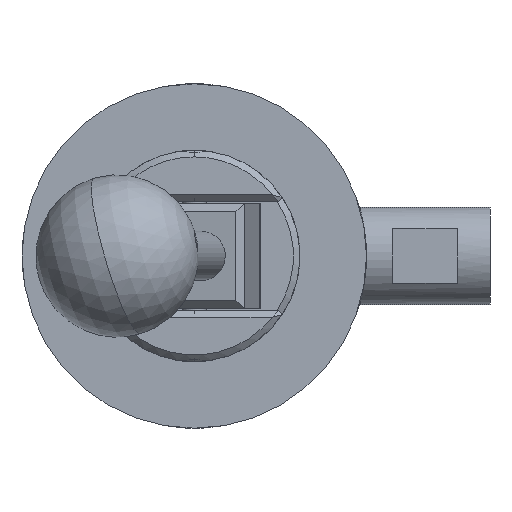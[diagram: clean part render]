
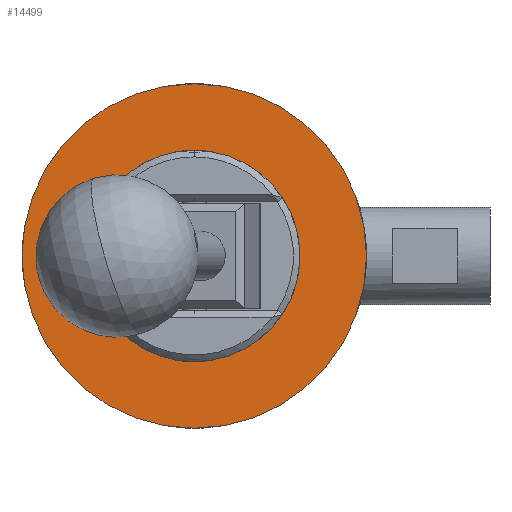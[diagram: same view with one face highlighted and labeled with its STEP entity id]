
A CAD part, front view. The second image highlights one B-rep face of the part: STEP entity #14499.
In plain terms, the highlighted planar face has unit normal (0, -1, 0).
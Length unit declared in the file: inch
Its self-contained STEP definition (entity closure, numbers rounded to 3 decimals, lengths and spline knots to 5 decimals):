
#1516 = FACE_OUTER_BOUND ( 'NONE', #8374, .T. ) ;
#1868 = PLANE ( 'NONE',  #34207 ) ;
#2114 = CARTESIAN_POINT ( 'NONE',  ( 0., -1.1875, 0. ) ) ;
#2281 = CIRCLE ( 'NONE', #25492, 0.46 ) ;
#3002 = DIRECTION ( 'NONE',  ( 0., 0., -1. ) ) ;
#3959 = DIRECTION ( 'NONE',  ( 0., 0., -1. ) ) ;
#5228 = EDGE_CURVE ( 'NONE', #33815, #17426, #2281, .T. ) ;
#6989 = AXIS2_PLACEMENT_3D ( 'NONE', #2114, #13138, #17909 ) ;
#8374 = EDGE_LOOP ( 'NONE', ( #17133, #20251 ) ) ;
#9675 = EDGE_LOOP ( 'NONE', ( #31168, #27505 ) ) ;
#12134 = CARTESIAN_POINT ( 'NONE',  ( 0., -1.1875, 1.325 ) ) ;
#12908 = DIRECTION ( 'NONE',  ( 0., 0., -1. ) ) ;
#13138 = DIRECTION ( 'NONE',  ( 0., 1., 0. ) ) ;
#14499 = ADVANCED_FACE ( 'NONE', ( #18564, #1516 ), #1868, .F. ) ;
#16804 = CARTESIAN_POINT ( 'NONE',  ( 0., -1.1875, 0. ) ) ;
#17133 = ORIENTED_EDGE ( 'NONE', *, *, #29767, .F. ) ;
#17426 = VERTEX_POINT ( 'NONE', #31337 ) ;
#17909 = DIRECTION ( 'NONE',  ( 0., 0., -1. ) ) ;
#18524 = DIRECTION ( 'NONE',  ( 0., 0., -1. ) ) ;
#18564 = FACE_BOUND ( 'NONE', #9675, .T. ) ;
#18630 = CIRCLE ( 'NONE', #6989, 1.325 ) ;
#18977 = CARTESIAN_POINT ( 'NONE',  ( 0., -1.1875, -1.325 ) ) ;
#19053 = DIRECTION ( 'NONE',  ( 0., 1., 0. ) ) ;
#19444 = EDGE_CURVE ( 'NONE', #35358, #33070, #22814, .T. ) ;
#20251 = ORIENTED_EDGE ( 'NONE', *, *, #19444, .F. ) ;
#20751 = CARTESIAN_POINT ( 'NONE',  ( -1.325, -1.1875, 0. ) ) ;
#22814 = CIRCLE ( 'NONE', #27464, 1.325 ) ;
#23455 = AXIS2_PLACEMENT_3D ( 'NONE', #32532, #19053, #18524 ) ;
#25064 = DIRECTION ( 'NONE',  ( 0., 1., 0. ) ) ;
#25492 = AXIS2_PLACEMENT_3D ( 'NONE', #16804, #27907, #3002 ) ;
#26952 = DIRECTION ( 'NONE',  ( 0., 1., 0. ) ) ;
#27464 = AXIS2_PLACEMENT_3D ( 'NONE', #27790, #25064, #3959 ) ;
#27505 = ORIENTED_EDGE ( 'NONE', *, *, #29585, .T. ) ;
#27790 = CARTESIAN_POINT ( 'NONE',  ( 0., -1.1875, 0. ) ) ;
#27907 = DIRECTION ( 'NONE',  ( 0., 1., 0. ) ) ;
#29585 = EDGE_CURVE ( 'NONE', #17426, #33815, #32752, .T. ) ;
#29767 = EDGE_CURVE ( 'NONE', #33070, #35358, #18630, .T. ) ;
#31168 = ORIENTED_EDGE ( 'NONE', *, *, #5228, .T. ) ;
#31337 = CARTESIAN_POINT ( 'NONE',  ( 0., -1.1875, 0.46 ) ) ;
#32532 = CARTESIAN_POINT ( 'NONE',  ( 0., -1.1875, 0. ) ) ;
#32752 = CIRCLE ( 'NONE', #23455, 0.46 ) ;
#33070 = VERTEX_POINT ( 'NONE', #18977 ) ;
#33815 = VERTEX_POINT ( 'NONE', #35796 ) ;
#34207 = AXIS2_PLACEMENT_3D ( 'NONE', #20751, #26952, #12908 ) ;
#35358 = VERTEX_POINT ( 'NONE', #12134 ) ;
#35796 = CARTESIAN_POINT ( 'NONE',  ( 0., -1.1875, -0.46 ) ) ;
